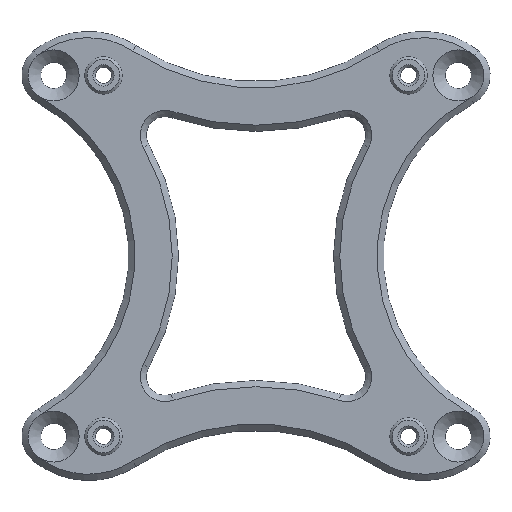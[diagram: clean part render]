
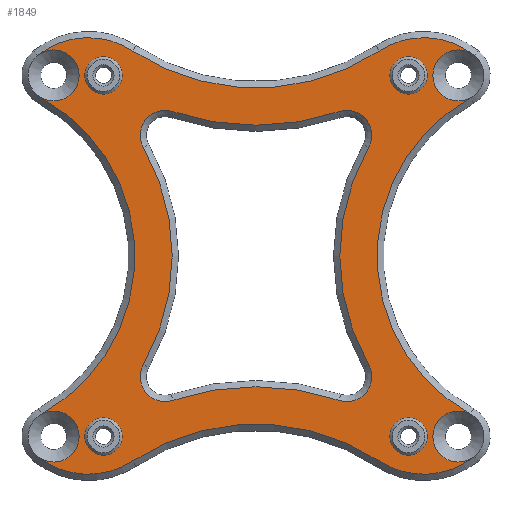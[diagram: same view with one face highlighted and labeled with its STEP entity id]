
A CAD part, top view. The second image highlights one B-rep face of the part: STEP entity #1849.
In plain terms, the highlighted planar face has unit normal (0, 0, 1).
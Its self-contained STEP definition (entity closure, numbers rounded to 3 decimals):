
#71=FACE_BOUND('',#290,.T.);
#72=FACE_BOUND('',#291,.T.);
#73=FACE_BOUND('',#292,.T.);
#74=FACE_BOUND('',#293,.T.);
#75=FACE_BOUND('',#294,.T.);
#89=PLANE('',#2045);
#171=FACE_OUTER_BOUND('',#289,.T.);
#289=EDGE_LOOP('',(#1381,#1382,#1383,#1384,#1385,#1386,#1387,#1388,#1389,
#1390,#1391,#1392,#1393,#1394));
#290=EDGE_LOOP('',(#1395));
#291=EDGE_LOOP('',(#1396));
#292=EDGE_LOOP('',(#1397));
#293=EDGE_LOOP('',(#1398));
#294=EDGE_LOOP('',(#1399,#1400,#1401,#1402,#1403,#1404,#1405,#1406));
#714=CIRCLE('',#2000,3.);
#716=CIRCLE('',#2004,3.);
#718=CIRCLE('',#2008,3.);
#720=CIRCLE('',#2012,3.);
#721=CIRCLE('',#2014,42.);
#723=CIRCLE('',#2017,4.);
#725=CIRCLE('',#2020,35.);
#727=CIRCLE('',#2023,4.);
#729=CIRCLE('',#2026,42.);
#731=CIRCLE('',#2029,4.);
#733=CIRCLE('',#2032,35.);
#735=CIRCLE('',#2035,4.);
#741=CIRCLE('',#2046,29.);
#742=CIRCLE('',#2047,4.1);
#743=CIRCLE('',#2048,4.1);
#744=CIRCLE('',#2049,13.);
#745=CIRCLE('',#2050,36.);
#746=CIRCLE('',#2051,13.);
#747=CIRCLE('',#2052,4.1);
#748=CIRCLE('',#2053,29.);
#749=CIRCLE('',#2054,4.1);
#750=CIRCLE('',#2055,13.);
#751=CIRCLE('',#2056,36.);
#752=CIRCLE('',#2057,13.);
#753=CIRCLE('',#2058,4.1);
#754=CIRCLE('',#2059,4.1);
#834=VERTEX_POINT('',#2911);
#836=VERTEX_POINT('',#2919);
#838=VERTEX_POINT('',#2927);
#840=VERTEX_POINT('',#2935);
#842=VERTEX_POINT('',#2940);
#843=VERTEX_POINT('',#2942);
#846=VERTEX_POINT('',#2949);
#848=VERTEX_POINT('',#2955);
#850=VERTEX_POINT('',#2961);
#852=VERTEX_POINT('',#2967);
#854=VERTEX_POINT('',#2973);
#856=VERTEX_POINT('',#2979);
#862=VERTEX_POINT('',#3005);
#863=VERTEX_POINT('',#3006);
#864=VERTEX_POINT('',#3008);
#865=VERTEX_POINT('',#3010);
#866=VERTEX_POINT('',#3012);
#867=VERTEX_POINT('',#3014);
#868=VERTEX_POINT('',#3016);
#869=VERTEX_POINT('',#3018);
#870=VERTEX_POINT('',#3020);
#871=VERTEX_POINT('',#3022);
#872=VERTEX_POINT('',#3024);
#873=VERTEX_POINT('',#3026);
#874=VERTEX_POINT('',#3028);
#875=VERTEX_POINT('',#3030);
#1008=EDGE_CURVE('',#834,#834,#714,.T.);
#1012=EDGE_CURVE('',#836,#836,#716,.T.);
#1016=EDGE_CURVE('',#838,#838,#718,.T.);
#1020=EDGE_CURVE('',#840,#840,#720,.T.);
#1022=EDGE_CURVE('',#842,#843,#721,.T.);
#1026=EDGE_CURVE('',#846,#842,#723,.T.);
#1029=EDGE_CURVE('',#848,#846,#725,.T.);
#1032=EDGE_CURVE('',#850,#848,#727,.T.);
#1035=EDGE_CURVE('',#852,#850,#729,.T.);
#1038=EDGE_CURVE('',#854,#852,#731,.T.);
#1041=EDGE_CURVE('',#856,#854,#733,.T.);
#1043=EDGE_CURVE('',#843,#856,#735,.T.);
#1054=EDGE_CURVE('',#862,#863,#741,.T.);
#1055=EDGE_CURVE('',#864,#862,#742,.T.);
#1056=EDGE_CURVE('',#865,#864,#743,.T.);
#1057=EDGE_CURVE('',#866,#865,#744,.T.);
#1058=EDGE_CURVE('',#867,#866,#745,.T.);
#1059=EDGE_CURVE('',#868,#867,#746,.T.);
#1060=EDGE_CURVE('',#869,#868,#747,.T.);
#1061=EDGE_CURVE('',#870,#869,#748,.T.);
#1062=EDGE_CURVE('',#871,#870,#749,.T.);
#1063=EDGE_CURVE('',#872,#871,#750,.T.);
#1064=EDGE_CURVE('',#873,#872,#751,.T.);
#1065=EDGE_CURVE('',#874,#873,#752,.T.);
#1066=EDGE_CURVE('',#875,#874,#753,.T.);
#1067=EDGE_CURVE('',#863,#875,#754,.T.);
#1381=ORIENTED_EDGE('',*,*,#1054,.F.);
#1382=ORIENTED_EDGE('',*,*,#1055,.F.);
#1383=ORIENTED_EDGE('',*,*,#1056,.F.);
#1384=ORIENTED_EDGE('',*,*,#1057,.F.);
#1385=ORIENTED_EDGE('',*,*,#1058,.F.);
#1386=ORIENTED_EDGE('',*,*,#1059,.F.);
#1387=ORIENTED_EDGE('',*,*,#1060,.F.);
#1388=ORIENTED_EDGE('',*,*,#1061,.F.);
#1389=ORIENTED_EDGE('',*,*,#1062,.F.);
#1390=ORIENTED_EDGE('',*,*,#1063,.F.);
#1391=ORIENTED_EDGE('',*,*,#1064,.F.);
#1392=ORIENTED_EDGE('',*,*,#1065,.F.);
#1393=ORIENTED_EDGE('',*,*,#1066,.F.);
#1394=ORIENTED_EDGE('',*,*,#1067,.F.);
#1395=ORIENTED_EDGE('',*,*,#1020,.T.);
#1396=ORIENTED_EDGE('',*,*,#1016,.T.);
#1397=ORIENTED_EDGE('',*,*,#1008,.T.);
#1398=ORIENTED_EDGE('',*,*,#1012,.T.);
#1399=ORIENTED_EDGE('',*,*,#1022,.F.);
#1400=ORIENTED_EDGE('',*,*,#1026,.F.);
#1401=ORIENTED_EDGE('',*,*,#1029,.F.);
#1402=ORIENTED_EDGE('',*,*,#1032,.F.);
#1403=ORIENTED_EDGE('',*,*,#1035,.F.);
#1404=ORIENTED_EDGE('',*,*,#1038,.F.);
#1405=ORIENTED_EDGE('',*,*,#1041,.F.);
#1406=ORIENTED_EDGE('',*,*,#1043,.F.);
#1849=ADVANCED_FACE('',(#171,#71,#72,#73,#74,#75),#89,.T.);
#2000=AXIS2_PLACEMENT_3D('',#2913,#2301,#2302);
#2004=AXIS2_PLACEMENT_3D('',#2921,#2311,#2312);
#2008=AXIS2_PLACEMENT_3D('',#2929,#2321,#2322);
#2012=AXIS2_PLACEMENT_3D('',#2937,#2331,#2332);
#2014=AXIS2_PLACEMENT_3D('',#2943,#2336,#2337);
#2017=AXIS2_PLACEMENT_3D('',#2951,#2344,#2345);
#2020=AXIS2_PLACEMENT_3D('',#2957,#2351,#2352);
#2023=AXIS2_PLACEMENT_3D('',#2963,#2358,#2359);
#2026=AXIS2_PLACEMENT_3D('',#2969,#2365,#2366);
#2029=AXIS2_PLACEMENT_3D('',#2975,#2372,#2373);
#2032=AXIS2_PLACEMENT_3D('',#2981,#2379,#2380);
#2035=AXIS2_PLACEMENT_3D('',#2984,#2385,#2386);
#2045=AXIS2_PLACEMENT_3D('',#3004,#2410,#2411);
#2046=AXIS2_PLACEMENT_3D('',#3007,#2412,#2413);
#2047=AXIS2_PLACEMENT_3D('',#3009,#2414,#2415);
#2048=AXIS2_PLACEMENT_3D('',#3011,#2416,#2417);
#2049=AXIS2_PLACEMENT_3D('',#3013,#2418,#2419);
#2050=AXIS2_PLACEMENT_3D('',#3015,#2420,#2421);
#2051=AXIS2_PLACEMENT_3D('',#3017,#2422,#2423);
#2052=AXIS2_PLACEMENT_3D('',#3019,#2424,#2425);
#2053=AXIS2_PLACEMENT_3D('',#3021,#2426,#2427);
#2054=AXIS2_PLACEMENT_3D('',#3023,#2428,#2429);
#2055=AXIS2_PLACEMENT_3D('',#3025,#2430,#2431);
#2056=AXIS2_PLACEMENT_3D('',#3027,#2432,#2433);
#2057=AXIS2_PLACEMENT_3D('',#3029,#2434,#2435);
#2058=AXIS2_PLACEMENT_3D('',#3031,#2436,#2437);
#2059=AXIS2_PLACEMENT_3D('',#3032,#2438,#2439);
#2301=DIRECTION('center_axis',(0.,0.,-1.));
#2302=DIRECTION('ref_axis',(-1.,0.,0.));
#2311=DIRECTION('center_axis',(0.,0.,-1.));
#2312=DIRECTION('ref_axis',(-1.,0.,0.));
#2321=DIRECTION('center_axis',(0.,0.,-1.));
#2322=DIRECTION('ref_axis',(-1.,0.,0.));
#2331=DIRECTION('center_axis',(0.,0.,-1.));
#2332=DIRECTION('ref_axis',(-1.,0.,0.));
#2336=DIRECTION('center_axis',(0.,0.,-1.));
#2337=DIRECTION('ref_axis',(0.,-1.,0.));
#2344=DIRECTION('center_axis',(0.,0.,1.));
#2345=DIRECTION('ref_axis',(0.868,-0.497,0.));
#2351=DIRECTION('center_axis',(0.,0.,-1.));
#2352=DIRECTION('ref_axis',(-1.,0.,0.));
#2358=DIRECTION('center_axis',(0.,0.,1.));
#2359=DIRECTION('ref_axis',(-0.318,-0.948,0.));
#2365=DIRECTION('center_axis',(0.,0.,-1.));
#2366=DIRECTION('ref_axis',(0.,1.,0.));
#2372=DIRECTION('center_axis',(0.,0.,1.));
#2373=DIRECTION('ref_axis',(-0.868,0.497,0.));
#2379=DIRECTION('center_axis',(0.,0.,-1.));
#2380=DIRECTION('ref_axis',(1.,0.,0.));
#2385=DIRECTION('center_axis',(0.,0.,1.));
#2386=DIRECTION('ref_axis',(0.318,0.948,0.));
#2410=DIRECTION('center_axis',(0.,0.,1.));
#2411=DIRECTION('ref_axis',(1.,0.,0.));
#2412=DIRECTION('center_axis',(0.,0.,1.));
#2413=DIRECTION('ref_axis',(-0.482,0.876,0.));
#2414=DIRECTION('center_axis',(0.,0.,1.));
#2415=DIRECTION('ref_axis',(1.,0.,0.));
#2416=DIRECTION('center_axis',(0.,0.,1.));
#2417=DIRECTION('ref_axis',(1.,0.,0.));
#2418=DIRECTION('center_axis',(0.,0.,-1.));
#2419=DIRECTION('ref_axis',(0.626,0.78,0.));
#2420=DIRECTION('center_axis',(0.,0.,1.));
#2421=DIRECTION('ref_axis',(0.,-1.,0.));
#2422=DIRECTION('center_axis',(0.,0.,-1.));
#2423=DIRECTION('ref_axis',(0.55,0.835,0.));
#2424=DIRECTION('center_axis',(0.,0.,1.));
#2425=DIRECTION('ref_axis',(1.,0.,0.));
#2426=DIRECTION('center_axis',(0.,0.,1.));
#2427=DIRECTION('ref_axis',(0.482,-0.876,0.));
#2428=DIRECTION('center_axis',(0.,0.,1.));
#2429=DIRECTION('ref_axis',(1.,0.,0.));
#2430=DIRECTION('center_axis',(0.,0.,-1.));
#2431=DIRECTION('ref_axis',(-0.626,-0.78,0.));
#2432=DIRECTION('center_axis',(0.,0.,1.));
#2433=DIRECTION('ref_axis',(0.55,0.835,0.));
#2434=DIRECTION('center_axis',(0.,0.,-1.));
#2435=DIRECTION('ref_axis',(-0.55,-0.835,0.));
#2436=DIRECTION('center_axis',(0.,0.,1.));
#2437=DIRECTION('ref_axis',(1.,0.,0.));
#2438=DIRECTION('center_axis',(0.,0.,1.));
#2439=DIRECTION('ref_axis',(1.,0.,0.));
#2911=CARTESIAN_POINT('',(-21.5,-29.,2.));
#2913=CARTESIAN_POINT('Origin',(-24.5,-29.,2.));
#2919=CARTESIAN_POINT('',(27.5,-29.,2.));
#2921=CARTESIAN_POINT('Origin',(24.5,-29.,2.));
#2927=CARTESIAN_POINT('',(27.5,29.,2.));
#2929=CARTESIAN_POINT('Origin',(24.5,29.,2.));
#2935=CARTESIAN_POINT('',(-21.5,29.,2.));
#2937=CARTESIAN_POINT('Origin',(-24.5,29.,2.));
#2940=CARTESIAN_POINT('',(13.344,23.176,2.));
#2942=CARTESIAN_POINT('',(-13.344,23.176,2.));
#2943=CARTESIAN_POINT('Origin',(0.,63.,2.));
#2949=CARTESIAN_POINT('',(18.085,17.395,2.));
#2951=CARTESIAN_POINT('Origin',(14.614,19.383,2.));
#2955=CARTESIAN_POINT('',(18.085,-17.395,2.));
#2957=CARTESIAN_POINT('Origin',(48.457,0.,2.));
#2961=CARTESIAN_POINT('',(13.344,-23.176,2.));
#2963=CARTESIAN_POINT('Origin',(14.614,-19.383,2.));
#2967=CARTESIAN_POINT('',(-13.344,-23.176,2.));
#2969=CARTESIAN_POINT('Origin',(0.,-63.,
2.));
#2973=CARTESIAN_POINT('',(-18.085,-17.395,2.));
#2975=CARTESIAN_POINT('Origin',(-14.614,-19.383,2.));
#2979=CARTESIAN_POINT('',(-18.085,17.395,2.));
#2981=CARTESIAN_POINT('Origin',(-48.457,0.,
2.));
#2984=CARTESIAN_POINT('Origin',(-14.614,19.383,2.));
#3004=CARTESIAN_POINT('Origin',(0.,0.,2.));
#3005=CARTESIAN_POINT('',(34.476,25.408,2.));
#3006=CARTESIAN_POINT('',(34.476,-25.408,2.));
#3007=CARTESIAN_POINT('Origin',(48.457,0.,2.));
#3008=CARTESIAN_POINT('',(28.4,29.,2.));
#3009=CARTESIAN_POINT('Origin',(32.5,29.,2.));
#3010=CARTESIAN_POINT('',(35.068,32.196,2.));
#3011=CARTESIAN_POINT('Origin',(32.5,29.,2.));
#3012=CARTESIAN_POINT('',(19.783,32.923,2.));
#3013=CARTESIAN_POINT('Origin',(26.926,22.061,2.));
#3014=CARTESIAN_POINT('',(-19.783,32.923,2.));
#3015=CARTESIAN_POINT('Origin',(0.,63.,2.));
#3016=CARTESIAN_POINT('',(-35.068,32.196,2.));
#3017=CARTESIAN_POINT('Origin',(-26.926,22.061,2.));
#3018=CARTESIAN_POINT('',(-34.476,25.408,2.));
#3019=CARTESIAN_POINT('Origin',(-32.5,29.,2.));
#3020=CARTESIAN_POINT('',(-34.476,-25.408,2.));
#3021=CARTESIAN_POINT('Origin',(-48.457,0.,
2.));
#3022=CARTESIAN_POINT('',(-35.068,-32.196,2.));
#3023=CARTESIAN_POINT('Origin',(-32.5,-29.,2.));
#3024=CARTESIAN_POINT('',(-19.783,-32.923,2.));
#3025=CARTESIAN_POINT('Origin',(-26.926,-22.061,2.));
#3026=CARTESIAN_POINT('',(19.783,-32.923,2.));
#3027=CARTESIAN_POINT('Origin',(0.,-63.,
2.));
#3028=CARTESIAN_POINT('',(35.068,-32.196,2.));
#3029=CARTESIAN_POINT('Origin',(26.926,-22.061,2.));
#3030=CARTESIAN_POINT('',(28.4,-29.,2.));
#3031=CARTESIAN_POINT('Origin',(32.5,-29.,2.));
#3032=CARTESIAN_POINT('Origin',(32.5,-29.,2.));
